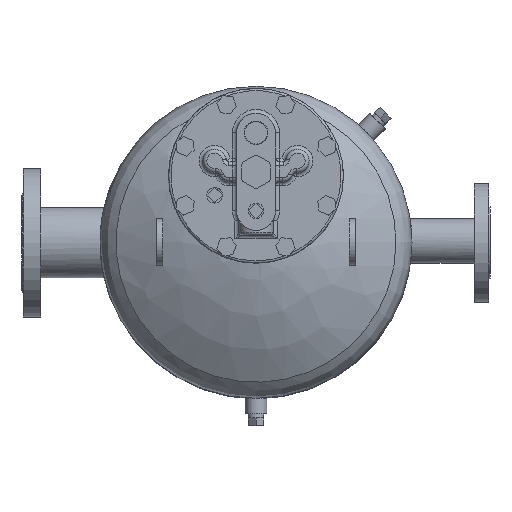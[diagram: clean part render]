
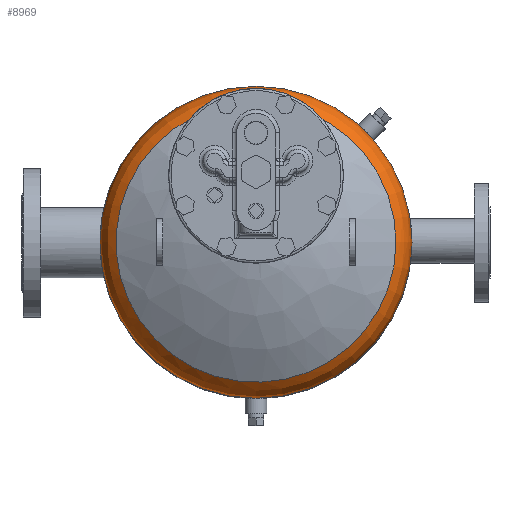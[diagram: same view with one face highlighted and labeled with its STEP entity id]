
A CAD part, top view. The second image highlights one B-rep face of the part: STEP entity #8969.
In plain terms, the highlighted toroidal (fillet/blend) face has major radius 155 mm and minor radius 45 mm.
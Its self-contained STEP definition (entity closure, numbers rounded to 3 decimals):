
#8942=CARTESIAN_POINT('',(0.0,0.0,319.779));
#8943=DIRECTION('',(0.0,0.0,1.0));
#8944=DIRECTION('',(1.0,0.0,0.0));
#8945=AXIS2_PLACEMENT_3D('',#8942,#8943,#8944);
#8946=TOROIDAL_SURFACE('',#8945,155.,45.);
#8947=CARTESIAN_POINT('',(179.461,0.0,357.55));
#8948=VERTEX_POINT('',#8947);
#8949=CARTESIAN_POINT('',(0.0,0.0,357.55));
#8950=DIRECTION('',(0.0,0.0,1.0));
#8951=DIRECTION('',(1.0,0.0,0.0));
#8952=AXIS2_PLACEMENT_3D('',#8949,#8950,#8951);
#8953=CIRCLE('',#8952,179.461);
#8954=EDGE_CURVE('',#8948,#8948,#8953,.T.);
#8955=ORIENTED_EDGE('',*,*,#8954,.F.);
#8956=EDGE_LOOP('',(#8955));
#8957=FACE_OUTER_BOUND('',#8956,.T.);
#8958=CARTESIAN_POINT('',(199.999,0.0,320.));
#8959=VERTEX_POINT('',#8958);
#8960=CARTESIAN_POINT('',(0.0,0.0,320.0));
#8961=DIRECTION('',(0.0,0.0,-1.0));
#8962=DIRECTION('',(1.0,0.0,0.0));
#8963=AXIS2_PLACEMENT_3D('',#8960,#8961,#8962);
#8964=CIRCLE('',#8963,199.999);
#8965=EDGE_CURVE('',#8959,#8959,#8964,.T.);
#8966=ORIENTED_EDGE('',*,*,#8965,.F.);
#8967=EDGE_LOOP('',(#8966));
#8968=FACE_BOUND('',#8967,.T.);
#8969=ADVANCED_FACE('',(#8957,#8968),#8946,.T.);
